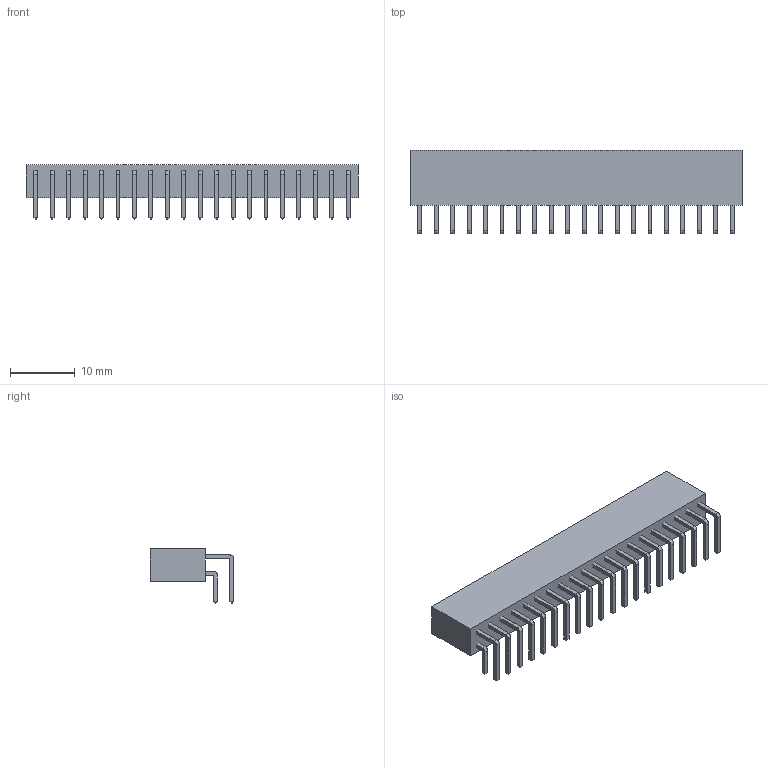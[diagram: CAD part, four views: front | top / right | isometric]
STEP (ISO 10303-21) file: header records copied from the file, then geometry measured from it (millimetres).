
FILE_DESCRIPTION(('FreeCAD Model'),'2;1');
FILE_NAME('1161552.2.1.stp','2020-04-09T23:16:27',( 'Author'),(''),'Open CASCADE STEP processor 6.9','FreeCAD','Unknown' );
FILE_SCHEMA(('AUTOMOTIVE_DESIGN { 1 0 10303 214 1 1 1 1 }'));
Length unit declared in the file: millimetre
Products named in the file (4): ASSEMBLY; LeadsArray; Body
Assembly tree (3 placements, depth 2):
  ASSEMBLY
    LeadsArray
    LeadsArray
    Body
Bounding box: 51.3 x 12.94 x 8.43 mm (x, y, z)
Volume: 2258.5 mm3; surface area: 3126.2 mm2
Topology: 41 solids, 41 shells, 929 faces, 2101 edges, 1294 vertices
Faces by surface type: plane 849, cylinder 80
Entity records: 53046 total; most frequent: CARTESIAN_POINT 9010, DIRECTION 8249, LINE 5983, VECTOR 5983, ORIENTED_EDGE 4202, PCURVE 4202, DEFINITIONAL_REPRESENTATION 4202, EDGE_CURVE 2101
